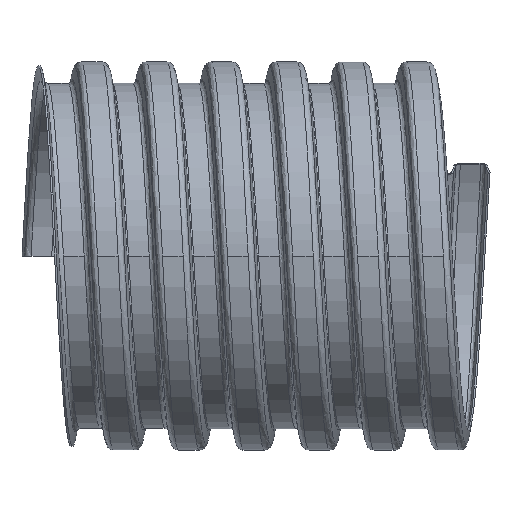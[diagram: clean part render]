
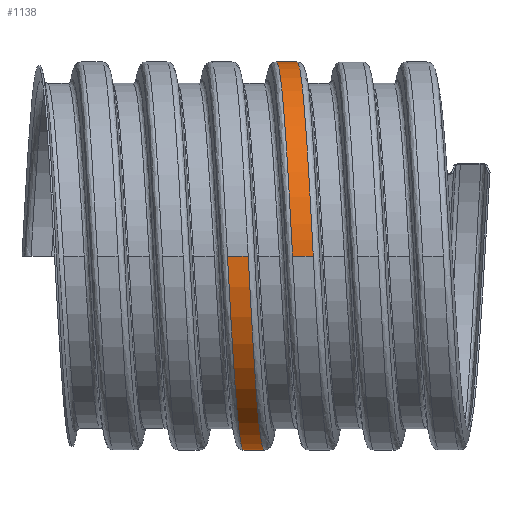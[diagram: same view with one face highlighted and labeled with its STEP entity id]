
A CAD part, front view. The second image highlights one B-rep face of the part: STEP entity #1138.
In plain terms, the highlighted cylindrical face has radius 41.5 mm (diameter 83 mm), a full revolution.
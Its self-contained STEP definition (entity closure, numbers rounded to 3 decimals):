
#152=FACE_OUTER_BOUND('',#210,.T.);
#210=EDGE_LOOP('',(#823,#824,#825,#826));
#289=B_SPLINE_CURVE_WITH_KNOTS('',3,(#2220,#2221,#2222,#2223,#2224,#2225,
#2226,#2227,#2228,#2229,#2230,#2231,#2232,#2233,#2234,#2235),
 .UNSPECIFIED.,.F.,.F.,(4,1,1,1,1,1,1,1,1,1,1,1,1,4),(15.708,16.16,
16.65,17.139,17.629,18.119,18.608,
19.098,19.588,20.078,20.567,21.057,
21.547,21.991),.UNSPECIFIED.);
#290=B_SPLINE_CURVE_WITH_KNOTS('',3,(#2236,#2237,#2238,#2239,#2240,#2241,
#2242,#2243,#2244,#2245,#2246,#2247,#2248,#2249,#2250,#2251),
 .UNSPECIFIED.,.F.,.F.,(4,1,1,1,1,1,1,1,1,1,1,1,1,4),(15.708,16.16,
16.65,17.139,17.629,18.119,18.608,
19.098,19.588,20.078,20.567,21.057,
21.547,21.991),.UNSPECIFIED.);
#366=LINE('',#2181,#426);
#367=LINE('',#2219,#427);
#426=VECTOR('',#1347,41.5);
#427=VECTOR('',#1350,41.5);
#513=VERTEX_POINT('',#2179);
#514=VERTEX_POINT('',#2180);
#515=VERTEX_POINT('',#2217);
#516=VERTEX_POINT('',#2218);
#638=EDGE_CURVE('',#513,#514,#366,.T.);
#641=EDGE_CURVE('',#515,#516,#367,.T.);
#642=EDGE_CURVE('',#513,#515,#289,.T.);
#643=EDGE_CURVE('',#514,#516,#290,.T.);
#823=ORIENTED_EDGE('',*,*,#641,.F.);
#824=ORIENTED_EDGE('',*,*,#642,.F.);
#825=ORIENTED_EDGE('',*,*,#638,.T.);
#826=ORIENTED_EDGE('',*,*,#643,.T.);
#1096=CYLINDRICAL_SURFACE('',#1219,41.5);
#1138=ADVANCED_FACE('',(#152),#1096,.T.);
#1219=AXIS2_PLACEMENT_3D('',#2216,#1348,#1349);
#1347=DIRECTION('',(-1.,0.,0.));
#1348=DIRECTION('center_axis',(1.,0.,0.));
#1349=DIRECTION('ref_axis',(0.,1.,0.));
#1350=DIRECTION('',(-1.,0.,0.));
#2179=CARTESIAN_POINT('',(48.335,-41.503,0.));
#2180=CARTESIAN_POINT('',(43.912,-41.503,0.));
#2181=CARTESIAN_POINT('',(13.585,-41.5,0.));
#2216=CARTESIAN_POINT('Origin',(13.585,0.,
0.));
#2217=CARTESIAN_POINT('',(62.235,-41.503,-0.001));
#2218=CARTESIAN_POINT('',(57.812,-41.503,-0.001));
#2219=CARTESIAN_POINT('',(13.585,-41.5,0.));
#2220=CARTESIAN_POINT('Ctrl Pts',(48.335,-41.503,0.));
#2221=CARTESIAN_POINT('Ctrl Pts',(48.668,-41.499,-6.251));
#2222=CARTESIAN_POINT('Ctrl Pts',(49.362,-38.512,-19.279));
#2223=CARTESIAN_POINT('Ctrl Pts',(50.418,-25.416,-34.927));
#2224=CARTESIAN_POINT('Ctrl Pts',(51.501,-6.001,-42.777));
#2225=CARTESIAN_POINT('Ctrl Pts',(52.585,14.825,-40.572));
#2226=CARTESIAN_POINT('Ctrl Pts',(53.668,32.166,-28.831));
#2227=CARTESIAN_POINT('Ctrl Pts',(54.751,41.946,-10.313));
#2228=CARTESIAN_POINT('Ctrl Pts',(55.835,41.867,10.629));
#2229=CARTESIAN_POINT('Ctrl Pts',(56.918,31.948,29.072));
#2230=CARTESIAN_POINT('Ctrl Pts',(58.001,14.519,40.682));
#2231=CARTESIAN_POINT('Ctrl Pts',(59.085,-6.323,42.73));
#2232=CARTESIAN_POINT('Ctrl Pts',(60.168,-25.678,34.734));
#2233=CARTESIAN_POINT('Ctrl Pts',(61.218,-38.588,19.071));
#2234=CARTESIAN_POINT('Ctrl Pts',(61.907,-41.498,6.147));
#2235=CARTESIAN_POINT('Ctrl Pts',(62.235,-41.503,-0.001));
#2236=CARTESIAN_POINT('Ctrl Pts',(43.912,-41.503,0.));
#2237=CARTESIAN_POINT('Ctrl Pts',(44.246,-41.499,-6.251));
#2238=CARTESIAN_POINT('Ctrl Pts',(44.94,-38.512,-19.279));
#2239=CARTESIAN_POINT('Ctrl Pts',(45.996,-25.416,-34.927));
#2240=CARTESIAN_POINT('Ctrl Pts',(47.079,-6.001,-42.777));
#2241=CARTESIAN_POINT('Ctrl Pts',(48.162,14.825,-40.572));
#2242=CARTESIAN_POINT('Ctrl Pts',(49.246,32.166,-28.831));
#2243=CARTESIAN_POINT('Ctrl Pts',(50.329,41.946,-10.313));
#2244=CARTESIAN_POINT('Ctrl Pts',(51.412,41.867,10.629));
#2245=CARTESIAN_POINT('Ctrl Pts',(52.496,31.948,29.072));
#2246=CARTESIAN_POINT('Ctrl Pts',(53.579,14.519,40.682));
#2247=CARTESIAN_POINT('Ctrl Pts',(54.662,-6.323,42.73));
#2248=CARTESIAN_POINT('Ctrl Pts',(55.746,-25.678,34.734));
#2249=CARTESIAN_POINT('Ctrl Pts',(56.796,-38.588,19.071));
#2250=CARTESIAN_POINT('Ctrl Pts',(57.485,-41.498,6.147));
#2251=CARTESIAN_POINT('Ctrl Pts',(57.812,-41.503,-0.001));
